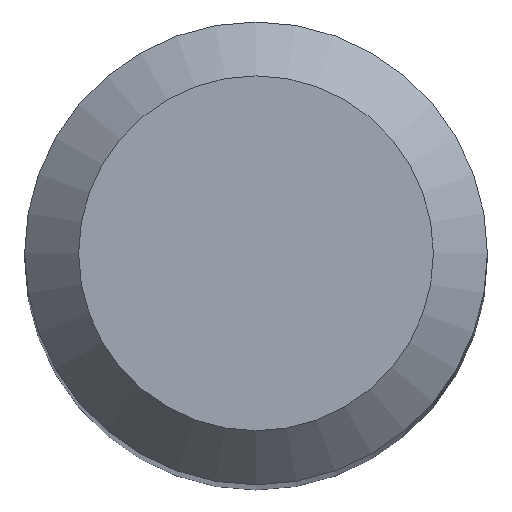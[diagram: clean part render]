
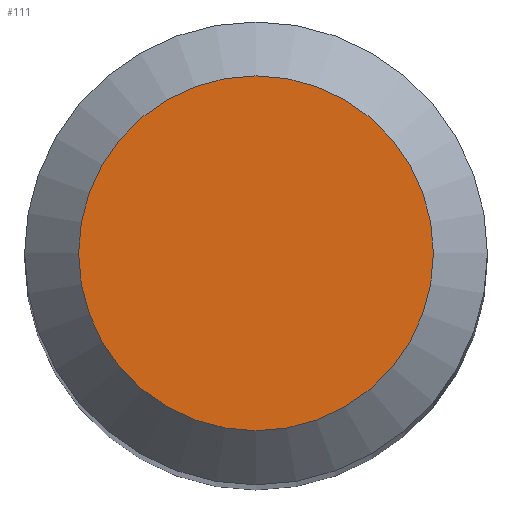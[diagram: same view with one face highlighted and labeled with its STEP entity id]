
A CAD part, top view. The second image highlights one B-rep face of the part: STEP entity #111.
In plain terms, the highlighted planar face has unit normal (0, 0, 1).
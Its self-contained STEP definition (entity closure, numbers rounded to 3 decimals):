
#36 = DIRECTION ( 'NONE',  ( 0., 0., -1. ) ) ;
#104 = CARTESIAN_POINT ( 'NONE',  ( 0., 2.3, 62. ) ) ;
#110 = DIRECTION ( 'NONE',  ( 0., 1., 0. ) ) ;
#111 = ADVANCED_FACE ( 'NONE', ( #220 ), #141, .F. ) ;
#116 = CIRCLE ( 'NONE', #144, 2.3 ) ;
#119 = DIRECTION ( 'NONE',  ( 0., 1., 0. ) ) ;
#125 = VERTEX_POINT ( 'NONE', #104 ) ;
#132 = ORIENTED_EDGE ( 'NONE', *, *, #176, .F. ) ;
#141 = PLANE ( 'NONE',  #247 ) ;
#144 = AXIS2_PLACEMENT_3D ( 'NONE', #157, #250, #110 ) ;
#157 = CARTESIAN_POINT ( 'NONE',  ( 0., 0., 62. ) ) ;
#176 = EDGE_CURVE ( 'NONE', #125, #125, #116, .T. ) ;
#220 = FACE_OUTER_BOUND ( 'NONE', #237, .T. ) ;
#237 = EDGE_LOOP ( 'NONE', ( #132 ) ) ;
#244 = CARTESIAN_POINT ( 'NONE',  ( 0., 0., 62. ) ) ;
#247 = AXIS2_PLACEMENT_3D ( 'NONE', #244, #36, #119 ) ;
#250 = DIRECTION ( 'NONE',  ( 0., 0., -1. ) ) ;
